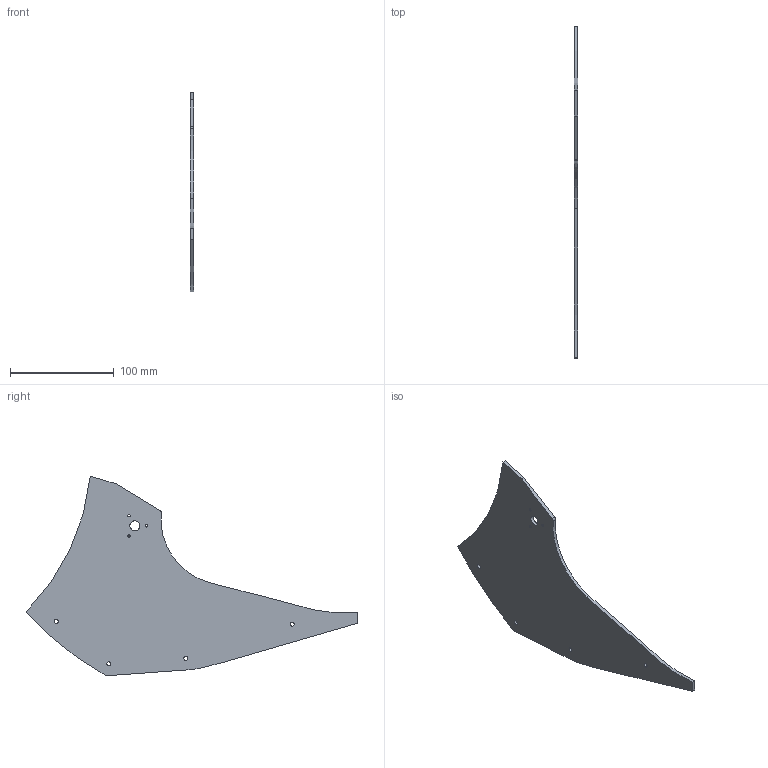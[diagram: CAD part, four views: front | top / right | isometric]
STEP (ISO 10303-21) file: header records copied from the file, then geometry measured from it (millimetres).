
FILE_DESCRIPTION(/* description */ ('STEP AP214'),/* implementation_level */ '2;1');
FILE_NAME(/* name */ '62524f44ecdeb77adb8b97fc',/* time_stamp */ '2022-04-10T03:30:13+00:00',/* author */ (''),/* organization */ (''),/* preprocessor_version */ 'ST-DEVELOPER v18.101',/* originating_system */ ' ',/* authorisation */ ' ');
FILE_SCHEMA (('AUTOMOTIVE_DESIGN {1 0 10303 214 3 1 1}'));
Length unit declared in the file: metre
Products named in the file (1): Part 73
Bounding box: 3.17 x 320.74 x 192.81 mm (x, y, z)
Volume: 86726.8 mm3; surface area: 57545.8 mm2
Topology: 1 solids, 1 shells, 20 faces, 57 edges, 39 vertices
Faces by surface type: cylinder 12, plane 6, bspline 2
Full cylindrical faces by diameter (mm): 2.381 x3, 4.039 x4, 9.525 x1
Entity records: 770 total; most frequent: CARTESIAN_POINT 225, DIRECTION 104, ORIENTED_EDGE 92, EDGE_CURVE 46, EDGE_LOOP 44, FACE_BOUND 44, AXIS2_PLACEMENT_3D 43, VERTEX_POINT 36
